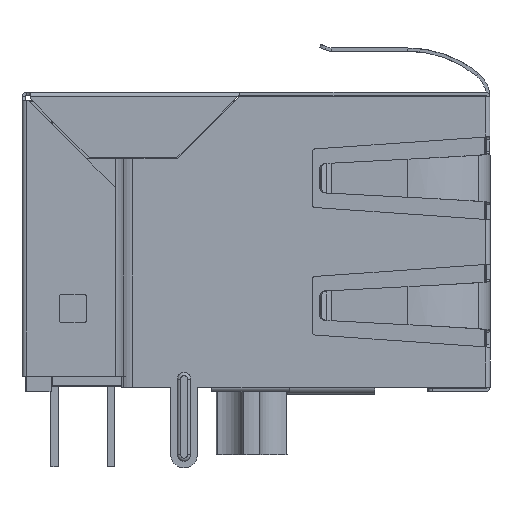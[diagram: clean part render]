
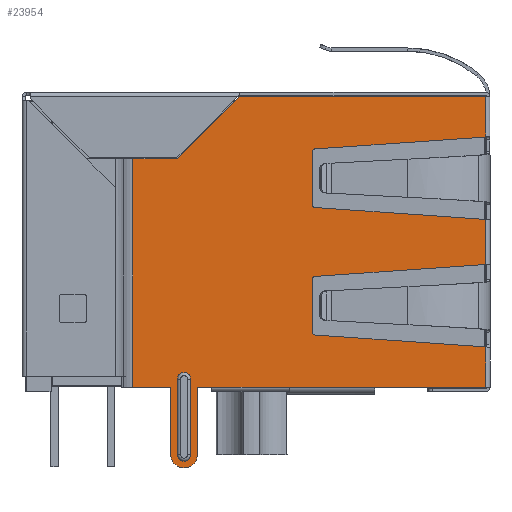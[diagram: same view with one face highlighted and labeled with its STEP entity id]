
A CAD part, left-side view. The second image highlights one B-rep face of the part: STEP entity #23954.
In plain terms, the highlighted face is planar.
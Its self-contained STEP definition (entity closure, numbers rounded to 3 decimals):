
#713=LINE('',#30967,#2611);
#747=LINE('',#31047,#2645);
#748=LINE('',#31052,#2646);
#749=LINE('',#31056,#2647);
#750=LINE('',#31057,#2648);
#751=LINE('',#31058,#2649);
#752=LINE('',#31062,#2650);
#753=LINE('',#31064,#2651);
#754=LINE('',#31066,#2652);
#755=LINE('',#31068,#2653);
#756=LINE('',#31070,#2654);
#757=LINE('',#31072,#2655);
#758=LINE('',#31076,#2656);
#759=LINE('',#31080,#2657);
#760=LINE('',#31082,#2658);
#761=LINE('',#31084,#2659);
#762=LINE('',#31088,#2660);
#763=LINE('',#31092,#2661);
#764=LINE('',#31094,#2662);
#765=LINE('',#31096,#2663);
#766=LINE('',#31098,#2664);
#2611=VECTOR('',#26321,1000.);
#2645=VECTOR('',#26383,1000.);
#2646=VECTOR('',#26388,1000.);
#2647=VECTOR('',#26391,1000.);
#2648=VECTOR('',#26392,1000.);
#2649=VECTOR('',#26393,1000.);
#2650=VECTOR('',#26396,1000.);
#2651=VECTOR('',#26397,1000.);
#2652=VECTOR('',#26398,1000.);
#2653=VECTOR('',#26399,1000.);
#2654=VECTOR('',#26400,1000.);
#2655=VECTOR('',#26401,1000.);
#2656=VECTOR('',#26404,1000.);
#2657=VECTOR('',#26407,1000.);
#2658=VECTOR('',#26408,1000.);
#2659=VECTOR('',#26409,1000.);
#2660=VECTOR('',#26412,1000.);
#2661=VECTOR('',#26415,1000.);
#2662=VECTOR('',#26416,1000.);
#2663=VECTOR('',#26417,1000.);
#2664=VECTOR('',#26418,1000.);
#4573=ORIENTED_EDGE('',*,*,#9850,.F.);
#4574=ORIENTED_EDGE('',*,*,#9851,.T.);
#4575=ORIENTED_EDGE('',*,*,#9852,.F.);
#4576=ORIENTED_EDGE('',*,*,#9853,.T.);
#4577=ORIENTED_EDGE('',*,*,#9854,.T.);
#4578=ORIENTED_EDGE('',*,*,#9849,.T.);
#4579=ORIENTED_EDGE('',*,*,#9855,.F.);
#4580=ORIENTED_EDGE('',*,*,#9856,.F.);
#4581=ORIENTED_EDGE('',*,*,#9857,.F.);
#4582=ORIENTED_EDGE('',*,*,#9858,.T.);
#4583=ORIENTED_EDGE('',*,*,#9859,.T.);
#4584=ORIENTED_EDGE('',*,*,#9860,.T.);
#4585=ORIENTED_EDGE('',*,*,#9861,.T.);
#4586=ORIENTED_EDGE('',*,*,#9862,.F.);
#4587=ORIENTED_EDGE('',*,*,#9863,.F.);
#4588=ORIENTED_EDGE('',*,*,#9864,.F.);
#4589=ORIENTED_EDGE('',*,*,#9865,.F.);
#4590=ORIENTED_EDGE('',*,*,#9866,.F.);
#4591=ORIENTED_EDGE('',*,*,#9867,.T.);
#4592=ORIENTED_EDGE('',*,*,#9868,.F.);
#4593=ORIENTED_EDGE('',*,*,#9869,.F.);
#4594=ORIENTED_EDGE('',*,*,#9870,.F.);
#4595=ORIENTED_EDGE('',*,*,#9871,.F.);
#4596=ORIENTED_EDGE('',*,*,#9872,.F.);
#4597=ORIENTED_EDGE('',*,*,#9873,.T.);
#4598=ORIENTED_EDGE('',*,*,#9874,.T.);
#4599=ORIENTED_EDGE('',*,*,#9875,.T.);
#4600=ORIENTED_EDGE('',*,*,#9809,.T.);
#9809=EDGE_CURVE('',#12455,#12454,#713,.T.);
#9849=EDGE_CURVE('',#12483,#12486,#747,.T.);
#9850=EDGE_CURVE('',#12487,#12488,#14123,.T.);
#9851=EDGE_CURVE('',#12487,#12489,#748,.T.);
#9852=EDGE_CURVE('',#12490,#12489,#14124,.T.);
#9853=EDGE_CURVE('',#12490,#12488,#749,.T.);
#9854=EDGE_CURVE('',#12454,#12483,#750,.T.);
#9855=EDGE_CURVE('',#12491,#12486,#751,.T.);
#9856=EDGE_CURVE('',#12492,#12491,#14125,.T.);
#9857=EDGE_CURVE('',#12493,#12492,#752,.T.);
#9858=EDGE_CURVE('',#12493,#12494,#753,.T.);
#9859=EDGE_CURVE('',#12494,#12495,#754,.T.);
#9860=EDGE_CURVE('',#12495,#12496,#755,.T.);
#9861=EDGE_CURVE('',#12496,#12497,#756,.T.);
#9862=EDGE_CURVE('',#12498,#12497,#757,.T.);
#9863=EDGE_CURVE('',#12499,#12498,#14126,.T.);
#9864=EDGE_CURVE('',#12500,#12499,#758,.T.);
#9865=EDGE_CURVE('',#12501,#12500,#14127,.T.);
#9866=EDGE_CURVE('',#12502,#12501,#759,.T.);
#9867=EDGE_CURVE('',#12502,#12503,#760,.T.);
#9868=EDGE_CURVE('',#12504,#12503,#761,.T.);
#9869=EDGE_CURVE('',#12505,#12504,#14128,.T.);
#9870=EDGE_CURVE('',#12506,#12505,#762,.T.);
#9871=EDGE_CURVE('',#12507,#12506,#14129,.T.);
#9872=EDGE_CURVE('',#12508,#12507,#763,.T.);
#9873=EDGE_CURVE('',#12508,#12509,#764,.T.);
#9874=EDGE_CURVE('',#12509,#12510,#765,.T.);
#9875=EDGE_CURVE('',#12510,#12455,#766,.T.);
#12454=VERTEX_POINT('',#30966);
#12455=VERTEX_POINT('',#30968);
#12483=VERTEX_POINT('',#31040);
#12486=VERTEX_POINT('',#31046);
#12487=VERTEX_POINT('',#31050);
#12488=VERTEX_POINT('',#31051);
#12489=VERTEX_POINT('',#31053);
#12490=VERTEX_POINT('',#31055);
#12491=VERTEX_POINT('',#31059);
#12492=VERTEX_POINT('',#31061);
#12493=VERTEX_POINT('',#31063);
#12494=VERTEX_POINT('',#31065);
#12495=VERTEX_POINT('',#31067);
#12496=VERTEX_POINT('',#31069);
#12497=VERTEX_POINT('',#31071);
#12498=VERTEX_POINT('',#31073);
#12499=VERTEX_POINT('',#31075);
#12500=VERTEX_POINT('',#31077);
#12501=VERTEX_POINT('',#31079);
#12502=VERTEX_POINT('',#31081);
#12503=VERTEX_POINT('',#31083);
#12504=VERTEX_POINT('',#31085);
#12505=VERTEX_POINT('',#31087);
#12506=VERTEX_POINT('',#31089);
#12507=VERTEX_POINT('',#31091);
#12508=VERTEX_POINT('',#31093);
#12509=VERTEX_POINT('',#31095);
#12510=VERTEX_POINT('',#31097);
#14123=CIRCLE('',#24942,0.3);
#14124=CIRCLE('',#24943,0.3);
#14125=CIRCLE('',#24944,0.6);
#14126=CIRCLE('',#24945,0.1);
#14127=CIRCLE('',#24946,0.1);
#14128=CIRCLE('',#24947,0.1);
#14129=CIRCLE('',#24948,0.1);
#14536=EDGE_LOOP('',(#4573,#4574,#4575,#4576));
#14537=EDGE_LOOP('',(#4577,#4578,#4579,#4580,#4581,#4582,#4583,#4584,#4585,
#4586,#4587,#4588,#4589,#4590,#4591,#4592,#4593,#4594,#4595,#4596,#4597,
#4598,#4599,#4600));
#15552=FACE_BOUND('',#14536,.T.);
#15553=FACE_BOUND('',#14537,.T.);
#16565=PLANE('',#24941);
#23954=ADVANCED_FACE('',(#15552,#15553),#16565,.T.);
#24941=AXIS2_PLACEMENT_3D('',#31048,#26384,#26385);
#24942=AXIS2_PLACEMENT_3D('',#31049,#26386,#26387);
#24943=AXIS2_PLACEMENT_3D('',#31054,#26389,#26390);
#24944=AXIS2_PLACEMENT_3D('',#31060,#26394,#26395);
#24945=AXIS2_PLACEMENT_3D('',#31074,#26402,#26403);
#24946=AXIS2_PLACEMENT_3D('',#31078,#26405,#26406);
#24947=AXIS2_PLACEMENT_3D('',#31086,#26410,#26411);
#24948=AXIS2_PLACEMENT_3D('',#31090,#26413,#26414);
#26321=DIRECTION('',(0.,1.,0.));
#26383=DIRECTION('',(0.,-1.,0.));
#26384=DIRECTION('',(1.,0.,0.));
#26385=DIRECTION('',(0.,1.,0.));
#26386=DIRECTION('',(1.,0.,0.));
#26387=DIRECTION('',(0.,1.,0.));
#26388=DIRECTION('',(0.,0.,1.));
#26389=DIRECTION('',(1.,0.,0.));
#26390=DIRECTION('',(0.,1.,0.));
#26391=DIRECTION('',(0.,0.,-1.));
#26392=DIRECTION('',(0.,0.,1.));
#26393=DIRECTION('',(0.,0.,-1.));
#26394=DIRECTION('',(-1.,0.,0.));
#26395=DIRECTION('',(0.,-1.,0.));
#26396=DIRECTION('',(0.,0.,1.));
#26397=DIRECTION('',(0.,-1.,0.));
#26398=DIRECTION('',(0.,-1.,0.));
#26399=DIRECTION('',(0.,-1.,0.));
#26400=DIRECTION('',(0.,0.,-1.));
#26401=DIRECTION('',(0.,-0.998,0.07));
#26402=DIRECTION('',(1.,0.,0.));
#26403=DIRECTION('',(0.,1.,0.));
#26404=DIRECTION('',(0.,0.,1.));
#26405=DIRECTION('',(1.,0.,0.));
#26406=DIRECTION('',(0.,1.,0.));
#26407=DIRECTION('',(0.,0.998,0.07));
#26408=DIRECTION('',(0.,0.,-1.));
#26409=DIRECTION('',(0.,-0.998,0.07));
#26410=DIRECTION('',(1.,0.,0.));
#26411=DIRECTION('',(0.,1.,0.));
#26412=DIRECTION('',(0.,0.,1.));
#26413=DIRECTION('',(1.,0.,0.));
#26414=DIRECTION('',(0.,1.,0.));
#26415=DIRECTION('',(0.,0.998,0.07));
#26416=DIRECTION('',(0.,0.,-1.));
#26417=DIRECTION('',(0.,1.,0.));
#26418=DIRECTION('',(0.,0.707,0.707));
#30966=CARTESIAN_POINT('',(8.125,3.41,-3.81));
#30967=CARTESIAN_POINT('',(8.125,-12.578,-3.81));
#30968=CARTESIAN_POINT('',(8.125,1.4,-3.81));
#31040=CARTESIAN_POINT('',(8.125,3.41,6.49));
#31046=CARTESIAN_POINT('',(8.125,1.7,6.49));
#31047=CARTESIAN_POINT('',(8.125,-12.578,6.49));
#31048=CARTESIAN_POINT('',(8.125,-12.578,6.49));
#31049=CARTESIAN_POINT('',(8.125,1.1,6.13));
#31050=CARTESIAN_POINT('',(8.125,0.8,6.13));
#31051=CARTESIAN_POINT('',(8.125,1.4,6.13));
#31052=CARTESIAN_POINT('',(8.125,0.8,6.49));
#31053=CARTESIAN_POINT('',(8.125,0.8,9.53));
#31054=CARTESIAN_POINT('',(8.125,1.1,9.53));
#31055=CARTESIAN_POINT('',(8.125,1.4,9.53));
#31056=CARTESIAN_POINT('',(8.125,1.4,6.49));
#31057=CARTESIAN_POINT('',(8.125,3.41,-6.61));
#31058=CARTESIAN_POINT('',(8.125,1.7,9.53));
#31059=CARTESIAN_POINT('',(8.125,1.7,9.53));
#31060=CARTESIAN_POINT('',(8.125,1.1,9.53));
#31061=CARTESIAN_POINT('',(8.125,0.5,9.53));
#31062=CARTESIAN_POINT('',(8.125,0.5,6.49));
#31063=CARTESIAN_POINT('',(8.125,0.5,6.49));
#31064=CARTESIAN_POINT('',(8.125,-12.578,6.49));
#31065=CARTESIAN_POINT('',(8.125,-0.15,6.49));
#31066=CARTESIAN_POINT('',(8.125,-0.15,6.49));
#31067=CARTESIAN_POINT('',(8.125,-3.65,6.49));
#31068=CARTESIAN_POINT('',(8.125,-12.578,6.49));
#31069=CARTESIAN_POINT('',(8.125,-12.5,6.49));
#31070=CARTESIAN_POINT('',(8.125,-12.5,6.49));
#31071=CARTESIAN_POINT('',(8.125,-12.5,4.673));
#31072=CARTESIAN_POINT('',(8.125,-4.7,4.128));
#31073=CARTESIAN_POINT('',(8.125,-4.793,4.135));
#31074=CARTESIAN_POINT('',(8.125,-4.8,4.035));
#31075=CARTESIAN_POINT('',(8.125,-4.7,4.035));
#31076=CARTESIAN_POINT('',(8.125,-4.7,1.502));
#31077=CARTESIAN_POINT('',(8.125,-4.7,1.595));
#31078=CARTESIAN_POINT('',(8.125,-4.8,1.595));
#31079=CARTESIAN_POINT('',(8.125,-4.793,1.495));
#31080=CARTESIAN_POINT('',(8.125,-12.7,0.943));
#31081=CARTESIAN_POINT('',(8.125,-12.5,0.957));
#31082=CARTESIAN_POINT('',(8.125,-12.5,6.49));
#31083=CARTESIAN_POINT('',(8.125,-12.5,-1.077));
#31084=CARTESIAN_POINT('',(8.125,-12.7,-1.063));
#31085=CARTESIAN_POINT('',(8.125,-4.793,-1.615));
#31086=CARTESIAN_POINT('',(8.125,-4.8,-1.715));
#31087=CARTESIAN_POINT('',(8.125,-4.7,-1.715));
#31088=CARTESIAN_POINT('',(8.125,-4.7,-4.248));
#31089=CARTESIAN_POINT('',(8.125,-4.7,-4.155));
#31090=CARTESIAN_POINT('',(8.125,-4.8,-4.155));
#31091=CARTESIAN_POINT('',(8.125,-4.793,-4.255));
#31092=CARTESIAN_POINT('',(8.125,-12.7,-4.807));
#31093=CARTESIAN_POINT('',(8.125,-12.5,-4.793));
#31094=CARTESIAN_POINT('',(8.125,-12.5,6.49));
#31095=CARTESIAN_POINT('',(8.125,-12.5,-6.61));
#31096=CARTESIAN_POINT('',(8.125,-12.578,-6.61));
#31097=CARTESIAN_POINT('',(8.125,-1.4,-6.61));
#31098=CARTESIAN_POINT('',(8.125,-0.439,-5.649));
